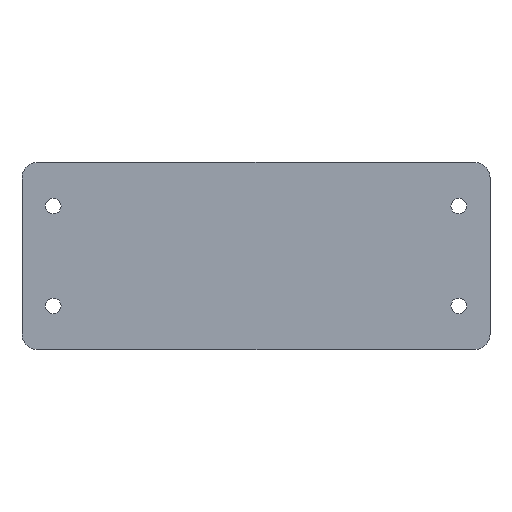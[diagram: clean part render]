
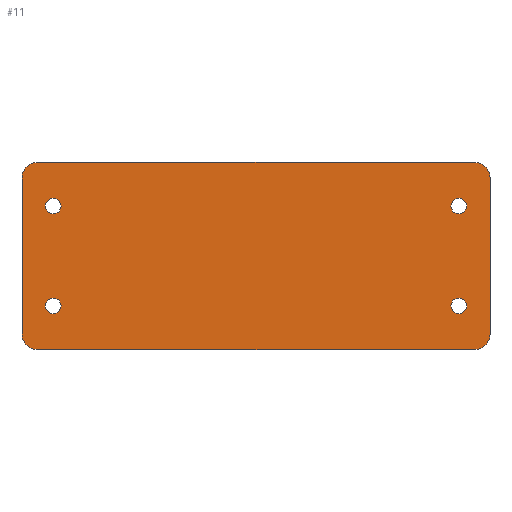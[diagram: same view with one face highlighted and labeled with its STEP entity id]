
A CAD part, top view. The second image highlights one B-rep face of the part: STEP entity #11.
In plain terms, the highlighted planar face has unit normal (0, 0, 1).
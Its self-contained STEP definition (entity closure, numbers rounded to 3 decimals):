
#11 = ADVANCED_FACE ( 'NONE', ( #44, #160, #162, #164, #156 ), #345, .T. ) ;
#26 = ORIENTED_EDGE ( 'NONE', *, *, #669, .T. ) ;
#27 = ORIENTED_EDGE ( 'NONE', *, *, #666, .T. ) ;
#44 = FACE_BOUND ( 'NONE', #122, .T. ) ;
#66 = ORIENTED_EDGE ( 'NONE', *, *, #636, .F. ) ;
#72 = ORIENTED_EDGE ( 'NONE', *, *, #646, .F. ) ;
#78 = ORIENTED_EDGE ( 'NONE', *, *, #637, .F. ) ;
#84 = ORIENTED_EDGE ( 'NONE', *, *, #641, .F. ) ;
#90 = ORIENTED_EDGE ( 'NONE', *, *, #657, .F. ) ;
#96 = ORIENTED_EDGE ( 'NONE', *, *, #642, .F. ) ;
#102 = ORIENTED_EDGE ( 'NONE', *, *, #635, .F. ) ;
#108 = ORIENTED_EDGE ( 'NONE', *, *, #647, .F. ) ;
#114 = ORIENTED_EDGE ( 'NONE', *, *, #651, .T. ) ;
#120 = ORIENTED_EDGE ( 'NONE', *, *, #655, .T. ) ;
#121 = ORIENTED_EDGE ( 'NONE', *, *, #565, .T. ) ;
#122 = EDGE_LOOP ( 'NONE', ( #66, #72 ) ) ;
#123 = EDGE_LOOP ( 'NONE', ( #102, #108 ) ) ;
#125 = EDGE_LOOP ( 'NONE', ( #78, #84 ) ) ;
#134 = ORIENTED_EDGE ( 'NONE', *, *, #630, .T. ) ;
#135 = ORIENTED_EDGE ( 'NONE', *, *, #665, .T. ) ;
#136 = ORIENTED_EDGE ( 'NONE', *, *, #662, .T. ) ;
#143 = EDGE_LOOP ( 'NONE', ( #90, #96 ) ) ;
#150 = EDGE_LOOP ( 'NONE', ( #114, #120, #121, #134, #135, #136, #27, #26 ) ) ;
#156 = FACE_OUTER_BOUND ( 'NONE', #150, .T. ) ;
#160 = FACE_BOUND ( 'NONE', #125, .T. ) ;
#162 = FACE_BOUND ( 'NONE', #143, .T. ) ;
#164 = FACE_BOUND ( 'NONE', #123, .T. ) ;
#191 = CIRCLE ( 'NONE', #574, 5. ) ;
#195 = VECTOR ( 'NONE', #436, 1000. ) ;
#197 = LINE ( 'NONE', #431, #195 ) ;
#207 = CIRCLE ( 'NONE', #593, 2.5 ) ;
#208 = CIRCLE ( 'NONE', #592, 2.5 ) ;
#209 = CIRCLE ( 'NONE', #591, 2.5 ) ;
#213 = CIRCLE ( 'NONE', #597, 2.5 ) ;
#215 = CIRCLE ( 'NONE', #598, 2.5 ) ;
#221 = CIRCLE ( 'NONE', #600, 2.5 ) ;
#223 = CIRCLE ( 'NONE', #602, 2.5 ) ;
#229 = CIRCLE ( 'NONE', #605, 5. ) ;
#231 = LINE ( 'NONE', #493, #233 ) ;
#233 = VECTOR ( 'NONE', #504, 1000. ) ;
#237 = CIRCLE ( 'NONE', #603, 2.5 ) ;
#241 = LINE ( 'NONE', #514, #242 ) ;
#242 = VECTOR ( 'NONE', #515, 1000. ) ;
#245 = LINE ( 'NONE', #530, #249 ) ;
#248 = CIRCLE ( 'NONE', #608, 5. ) ;
#249 = VECTOR ( 'NONE', #531, 1000. ) ;
#250 = CIRCLE ( 'NONE', #601, 5. ) ;
#302 = VERTEX_POINT ( 'NONE', #391 ) ;
#303 = VERTEX_POINT ( 'NONE', #394 ) ;
#306 = VERTEX_POINT ( 'NONE', #389 ) ;
#307 = VERTEX_POINT ( 'NONE', #396 ) ;
#310 = VERTEX_POINT ( 'NONE', #398 ) ;
#311 = VERTEX_POINT ( 'NONE', #399 ) ;
#314 = VERTEX_POINT ( 'NONE', #402 ) ;
#315 = VERTEX_POINT ( 'NONE', #403 ) ;
#318 = VERTEX_POINT ( 'NONE', #406 ) ;
#319 = VERTEX_POINT ( 'NONE', #407 ) ;
#321 = VERTEX_POINT ( 'NONE', #409 ) ;
#323 = VERTEX_POINT ( 'NONE', #411 ) ;
#325 = VERTEX_POINT ( 'NONE', #413 ) ;
#327 = VERTEX_POINT ( 'NONE', #415 ) ;
#329 = VERTEX_POINT ( 'NONE', #417 ) ;
#331 = VERTEX_POINT ( 'NONE', #419 ) ;
#345 = PLANE ( 'NONE',  #577 ) ;
#349 = CARTESIAN_POINT ( 'NONE',  ( -70., 25., 2. ) ) ;
#351 = DIRECTION ( 'NONE',  ( 0., 0., 1. ) ) ;
#352 = DIRECTION ( 'NONE',  ( 1., 0., 0. ) ) ;
#389 = CARTESIAN_POINT ( 'NONE',  ( 62.5, -16., 2. ) ) ;
#391 = CARTESIAN_POINT ( 'NONE',  ( 62.5, 16., 2. ) ) ;
#394 = CARTESIAN_POINT ( 'NONE',  ( 67.5, 16., 2. ) ) ;
#396 = CARTESIAN_POINT ( 'NONE',  ( 67.5, -16., 2. ) ) ;
#398 = CARTESIAN_POINT ( 'NONE',  ( -67.5, -16., 2. ) ) ;
#399 = CARTESIAN_POINT ( 'NONE',  ( -62.5, -16., 2. ) ) ;
#402 = CARTESIAN_POINT ( 'NONE',  ( -67.5, 16., 2. ) ) ;
#403 = CARTESIAN_POINT ( 'NONE',  ( -62.5, 16., 2. ) ) ;
#406 = CARTESIAN_POINT ( 'NONE',  ( -75., 25., 2. ) ) ;
#407 = CARTESIAN_POINT ( 'NONE',  ( -70., 30., 2. ) ) ;
#409 = CARTESIAN_POINT ( 'NONE',  ( -75., -25., 2. ) ) ;
#411 = CARTESIAN_POINT ( 'NONE',  ( -70., -30., 2. ) ) ;
#413 = CARTESIAN_POINT ( 'NONE',  ( 70., -30., 2. ) ) ;
#415 = CARTESIAN_POINT ( 'NONE',  ( 75., -25., 2. ) ) ;
#417 = CARTESIAN_POINT ( 'NONE',  ( 75., 25., 2. ) ) ;
#419 = CARTESIAN_POINT ( 'NONE',  ( 70., 30., 2. ) ) ;
#421 = CARTESIAN_POINT ( 'NONE',  ( -70., -25., 2. ) ) ;
#422 = DIRECTION ( 'NONE',  ( 0., 0., 1. ) ) ;
#423 = DIRECTION ( 'NONE',  ( -1., 0., 0. ) ) ;
#431 = CARTESIAN_POINT ( 'NONE',  ( -70., -30., 2. ) ) ;
#436 = DIRECTION ( 'NONE',  ( 1., 0., 0. ) ) ;
#445 = CARTESIAN_POINT ( 'NONE',  ( 65., 16., 2. ) ) ;
#448 = CARTESIAN_POINT ( 'NONE',  ( -65., 16., 2. ) ) ;
#450 = DIRECTION ( 'NONE',  ( 0., 0., 1. ) ) ;
#451 = DIRECTION ( 'NONE',  ( 1., 0., 0. ) ) ;
#452 = DIRECTION ( 'NONE',  ( 0., 0., 1. ) ) ;
#453 = DIRECTION ( 'NONE',  ( -1., 0., 0. ) ) ;
#454 = CARTESIAN_POINT ( 'NONE',  ( 65., -16., 2. ) ) ;
#455 = DIRECTION ( 'NONE',  ( 0., 0., 1. ) ) ;
#456 = DIRECTION ( 'NONE',  ( 1., 0., 0. ) ) ;
#466 = CARTESIAN_POINT ( 'NONE',  ( 65., -16., 2. ) ) ;
#467 = DIRECTION ( 'NONE',  ( 0., 0., 1. ) ) ;
#468 = DIRECTION ( 'NONE',  ( 1., 0., 0. ) ) ;
#469 = CARTESIAN_POINT ( 'NONE',  ( -65., -16., 2. ) ) ;
#470 = DIRECTION ( 'NONE',  ( 0., 0., 1. ) ) ;
#471 = DIRECTION ( 'NONE',  ( -1., 0., 0. ) ) ;
#473 = CARTESIAN_POINT ( 'NONE',  ( 65., 16., 2. ) ) ;
#477 = CARTESIAN_POINT ( 'NONE',  ( -65., 16., 2. ) ) ;
#481 = DIRECTION ( 'NONE',  ( 0., 0., 1. ) ) ;
#482 = DIRECTION ( 'NONE',  ( -1., 0., 0. ) ) ;
#483 = CARTESIAN_POINT ( 'NONE',  ( -70., 25., 2. ) ) ;
#484 = DIRECTION ( 'NONE',  ( 0., 0., 1. ) ) ;
#485 = DIRECTION ( 'NONE',  ( 1., 0., 0. ) ) ;
#493 = CARTESIAN_POINT ( 'NONE',  ( -75., 25., 2. ) ) ;
#494 = DIRECTION ( 'NONE',  ( 0., 0., 1. ) ) ;
#495 = DIRECTION ( 'NONE',  ( 1., 0., 0. ) ) ;
#503 = CARTESIAN_POINT ( 'NONE',  ( -65., -16., 2. ) ) ;
#504 = DIRECTION ( 'NONE',  ( 0., -1., 0. ) ) ;
#507 = DIRECTION ( 'NONE',  ( 0., 0., 1. ) ) ;
#508 = DIRECTION ( 'NONE',  ( -1., 0., 0. ) ) ;
#514 = CARTESIAN_POINT ( 'NONE',  ( 75., 25., 2. ) ) ;
#515 = DIRECTION ( 'NONE',  ( 0., 1., 0. ) ) ;
#516 = CARTESIAN_POINT ( 'NONE',  ( 70., 25., 2. ) ) ;
#519 = CARTESIAN_POINT ( 'NONE',  ( 70., -25., 2. ) ) ;
#521 = DIRECTION ( 'NONE',  ( 0., 0., 1. ) ) ;
#522 = DIRECTION ( 'NONE',  ( -1., 0., 0. ) ) ;
#524 = DIRECTION ( 'NONE',  ( 0., 0., 1. ) ) ;
#525 = DIRECTION ( 'NONE',  ( 1., 0., 0. ) ) ;
#530 = CARTESIAN_POINT ( 'NONE',  ( -70., 30., 2. ) ) ;
#531 = DIRECTION ( 'NONE',  ( -1., 0., 0. ) ) ;
#565 = EDGE_CURVE ( 'NONE', #321, #323, #191, .T. ) ;
#574 = AXIS2_PLACEMENT_3D ( 'NONE', #421, #422, #423 ) ;
#577 = AXIS2_PLACEMENT_3D ( 'NONE', #349, #351, #352 ) ;
#591 = AXIS2_PLACEMENT_3D ( 'NONE', #454, #455, #456 ) ;
#592 = AXIS2_PLACEMENT_3D ( 'NONE', #445, #452, #453 ) ;
#593 = AXIS2_PLACEMENT_3D ( 'NONE', #448, #450, #451 ) ;
#597 = AXIS2_PLACEMENT_3D ( 'NONE', #466, #467, #468 ) ;
#598 = AXIS2_PLACEMENT_3D ( 'NONE', #469, #470, #471 ) ;
#600 = AXIS2_PLACEMENT_3D ( 'NONE', #473, #481, #482 ) ;
#601 = AXIS2_PLACEMENT_3D ( 'NONE', #516, #524, #525 ) ;
#602 = AXIS2_PLACEMENT_3D ( 'NONE', #477, #484, #485 ) ;
#603 = AXIS2_PLACEMENT_3D ( 'NONE', #503, #507, #508 ) ;
#605 = AXIS2_PLACEMENT_3D ( 'NONE', #483, #494, #495 ) ;
#608 = AXIS2_PLACEMENT_3D ( 'NONE', #519, #521, #522 ) ;
#630 = EDGE_CURVE ( 'NONE', #323, #325, #197, .T. ) ;
#635 = EDGE_CURVE ( 'NONE', #315, #314, #207, .T. ) ;
#636 = EDGE_CURVE ( 'NONE', #303, #302, #208, .T. ) ;
#637 = EDGE_CURVE ( 'NONE', #307, #306, #209, .T. ) ;
#641 = EDGE_CURVE ( 'NONE', #306, #307, #213, .T. ) ;
#642 = EDGE_CURVE ( 'NONE', #310, #311, #215, .T. ) ;
#646 = EDGE_CURVE ( 'NONE', #302, #303, #221, .T. ) ;
#647 = EDGE_CURVE ( 'NONE', #314, #315, #223, .T. ) ;
#651 = EDGE_CURVE ( 'NONE', #319, #318, #229, .T. ) ;
#655 = EDGE_CURVE ( 'NONE', #318, #321, #231, .T. ) ;
#657 = EDGE_CURVE ( 'NONE', #311, #310, #237, .T. ) ;
#662 = EDGE_CURVE ( 'NONE', #327, #329, #241, .T. ) ;
#665 = EDGE_CURVE ( 'NONE', #325, #327, #248, .T. ) ;
#666 = EDGE_CURVE ( 'NONE', #329, #331, #250, .T. ) ;
#669 = EDGE_CURVE ( 'NONE', #331, #319, #245, .T. ) ;
